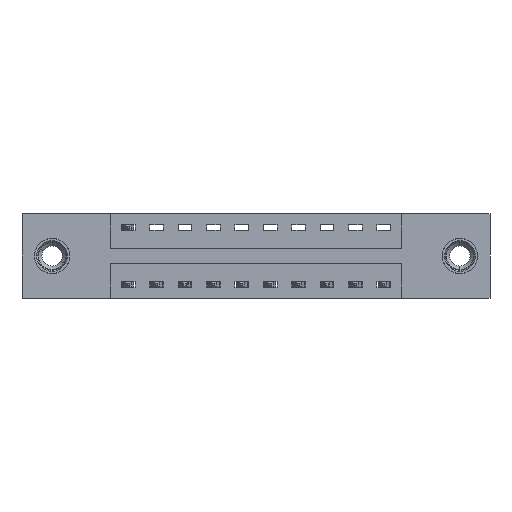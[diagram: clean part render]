
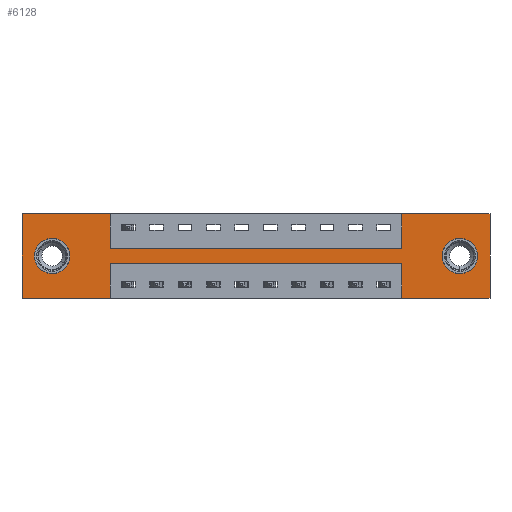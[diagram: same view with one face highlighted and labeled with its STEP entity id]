
A CAD part, front view. The second image highlights one B-rep face of the part: STEP entity #6128.
In plain terms, the highlighted planar face has unit normal (0, -1, 0).
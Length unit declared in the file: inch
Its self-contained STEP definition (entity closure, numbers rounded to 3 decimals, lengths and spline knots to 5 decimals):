
#116 = ORIENTED_EDGE ( 'NONE', *, *, #10076, .F. ) ;
#145 = CARTESIAN_POINT ( 'NONE',  ( 0.3875, 0., -0.22 ) ) ;
#209 = CIRCLE ( 'NONE', #8497, 0.078 ) ;
#273 = VERTEX_POINT ( 'NONE', #2244 ) ;
#341 = VERTEX_POINT ( 'NONE', #6923 ) ;
#501 = VECTOR ( 'NONE', #1075, 39.37008 ) ;
#509 = ORIENTED_EDGE ( 'NONE', *, *, #2808, .F. ) ;
#511 = CIRCLE ( 'NONE', #9705, 0.078 ) ;
#513 = EDGE_CURVE ( 'NONE', #273, #8365, #511, .T. ) ;
#542 = VERTEX_POINT ( 'NONE', #9014 ) ;
#658 = EDGE_CURVE ( 'NONE', #5588, #9615, #3650, .T. ) ;
#671 = ORIENTED_EDGE ( 'NONE', *, *, #10652, .F. ) ;
#737 = AXIS2_PLACEMENT_3D ( 'NONE', #6947, #1501, #7861 ) ;
#738 = CARTESIAN_POINT ( 'NONE',  ( 0., 0., -0.37 ) ) ;
#788 = ORIENTED_EDGE ( 'NONE', *, *, #11541, .T. ) ;
#1008 = EDGE_CURVE ( 'NONE', #542, #1629, #9296, .T. ) ;
#1075 = DIRECTION ( 'NONE',  ( -1., 0., 0. ) ) ;
#1321 = CIRCLE ( 'NONE', #4133, 0.078 ) ;
#1329 = DIRECTION ( 'NONE',  ( 0., 1., 0. ) ) ;
#1501 = DIRECTION ( 'NONE',  ( 0., 1., 0. ) ) ;
#1629 = VERTEX_POINT ( 'NONE', #4172 ) ;
#1643 = DIRECTION ( 'NONE',  ( 0., 0., 1. ) ) ;
#1649 = DIRECTION ( 'NONE',  ( -1., 0., 0. ) ) ;
#1804 = ORIENTED_EDGE ( 'NONE', *, *, #658, .F. ) ;
#1811 = DIRECTION ( 'NONE',  ( 1., 0., 0. ) ) ;
#1817 = ORIENTED_EDGE ( 'NONE', *, *, #10456, .F. ) ;
#1825 = LINE ( 'NONE', #8702, #6370 ) ;
#1927 = DIRECTION ( 'NONE',  ( -1., 0., 0. ) ) ;
#2123 = DIRECTION ( 'NONE',  ( 0., 1., 0. ) ) ;
#2244 = CARTESIAN_POINT ( 'NONE',  ( 0.1325, 0., -0.263 ) ) ;
#2728 = AXIS2_PLACEMENT_3D ( 'NONE', #11543, #10661, #5270 ) ;
#2739 = EDGE_CURVE ( 'NONE', #6812, #8117, #10700, .T. ) ;
#2808 = EDGE_CURVE ( 'NONE', #9615, #11215, #10141, .T. ) ;
#3013 = FACE_OUTER_BOUND ( 'NONE', #10937, .T. ) ;
#3040 = CARTESIAN_POINT ( 'NONE',  ( 0.3875, 0., -0.37 ) ) ;
#3079 = EDGE_LOOP ( 'NONE', ( #788, #3095 ) ) ;
#3095 = ORIENTED_EDGE ( 'NONE', *, *, #513, .T. ) ;
#3180 = DIRECTION ( 'NONE',  ( 0., 0., -1. ) ) ;
#3289 = FACE_BOUND ( 'NONE', #3079, .T. ) ;
#3478 = EDGE_CURVE ( 'NONE', #1629, #542, #1321, .T. ) ;
#3506 = CARTESIAN_POINT ( 'NONE',  ( 0., 0., 0. ) ) ;
#3534 = VECTOR ( 'NONE', #6239, 39.37008 ) ;
#3650 = LINE ( 'NONE', #6440, #5764 ) ;
#3678 = ORIENTED_EDGE ( 'NONE', *, *, #5796, .F. ) ;
#3689 = ORIENTED_EDGE ( 'NONE', *, *, #7589, .F. ) ;
#3702 = ORIENTED_EDGE ( 'NONE', *, *, #2739, .F. ) ;
#3951 = DIRECTION ( 'NONE',  ( 0., 0., -1. ) ) ;
#3984 = LINE ( 'NONE', #7990, #10900 ) ;
#4133 = AXIS2_PLACEMENT_3D ( 'NONE', #6777, #1329, #7709 ) ;
#4172 = CARTESIAN_POINT ( 'NONE',  ( 1.9275, 0., -0.263 ) ) ;
#4320 = EDGE_CURVE ( 'NONE', #11333, #7859, #8535, .T. ) ;
#4394 = CARTESIAN_POINT ( 'NONE',  ( 0.1325, 0., -0.107 ) ) ;
#4471 = DIRECTION ( 'NONE',  ( 0., 1., 0. ) ) ;
#4519 = CARTESIAN_POINT ( 'NONE',  ( 1.6725, 0., -0.15 ) ) ;
#4571 = LINE ( 'NONE', #4805, #6680 ) ;
#4622 = CARTESIAN_POINT ( 'NONE',  ( 0., 0., -0.37 ) ) ;
#4688 = LINE ( 'NONE', #3040, #7091 ) ;
#4805 = CARTESIAN_POINT ( 'NONE',  ( 0., 0., 0. ) ) ;
#5240 = CARTESIAN_POINT ( 'NONE',  ( 1.6725, 0., -0.37 ) ) ;
#5270 = DIRECTION ( 'NONE',  ( 0., 0., -1. ) ) ;
#5588 = VERTEX_POINT ( 'NONE', #5240 ) ;
#5647 = CARTESIAN_POINT ( 'NONE',  ( 0.3875, 0., -0.37 ) ) ;
#5764 = VECTOR ( 'NONE', #10982, 39.37008 ) ;
#5796 = EDGE_CURVE ( 'NONE', #7859, #6256, #4571, .T. ) ;
#5912 = CARTESIAN_POINT ( 'NONE',  ( 2.06, 0., -0.37 ) ) ;
#5940 = LINE ( 'NONE', #3506, #3534 ) ;
#6128 = ADVANCED_FACE ( 'NONE', ( #10215, #3289, #3013 ), #9779, .T. ) ;
#6235 = CARTESIAN_POINT ( 'NONE',  ( 0.3875, 0., 0. ) ) ;
#6239 = DIRECTION ( 'NONE',  ( 0., 0., 1. ) ) ;
#6256 = VERTEX_POINT ( 'NONE', #10829 ) ;
#6370 = VECTOR ( 'NONE', #11396, 39.37008 ) ;
#6440 = CARTESIAN_POINT ( 'NONE',  ( 1.6725, 0., -0.37 ) ) ;
#6680 = VECTOR ( 'NONE', #9308, 39.37008 ) ;
#6758 = CARTESIAN_POINT ( 'NONE',  ( 0., 0., -0.37 ) ) ;
#6777 = CARTESIAN_POINT ( 'NONE',  ( 1.9275, 0., -0.185 ) ) ;
#6812 = VERTEX_POINT ( 'NONE', #5647 ) ;
#6870 = EDGE_CURVE ( 'NONE', #11215, #6812, #4688, .T. ) ;
#6923 = CARTESIAN_POINT ( 'NONE',  ( 0., 0., 0. ) ) ;
#6947 = CARTESIAN_POINT ( 'NONE',  ( 1.9275, 0., -0.185 ) ) ;
#6971 = VERTEX_POINT ( 'NONE', #5912 ) ;
#7091 = VECTOR ( 'NONE', #3951, 39.37008 ) ;
#7221 = ORIENTED_EDGE ( 'NONE', *, *, #3478, .T. ) ;
#7340 = CARTESIAN_POINT ( 'NONE',  ( 1.6725, 0., 0. ) ) ;
#7567 = CARTESIAN_POINT ( 'NONE',  ( 0.1325, 0., -0.185 ) ) ;
#7589 = EDGE_CURVE ( 'NONE', #7630, #11333, #1825, .T. ) ;
#7630 = VERTEX_POINT ( 'NONE', #8744 ) ;
#7709 = DIRECTION ( 'NONE',  ( 0., 0., -1. ) ) ;
#7808 = CARTESIAN_POINT ( 'NONE',  ( 0.3875, 0., -0.22 ) ) ;
#7859 = VERTEX_POINT ( 'NONE', #7340 ) ;
#7861 = DIRECTION ( 'NONE',  ( 0., 0., -1. ) ) ;
#7990 = CARTESIAN_POINT ( 'NONE',  ( 0.3875, 0., 0. ) ) ;
#8071 = ORIENTED_EDGE ( 'NONE', *, *, #4320, .F. ) ;
#8117 = VERTEX_POINT ( 'NONE', #6758 ) ;
#8301 = VECTOR ( 'NONE', #1927, 39.37008 ) ;
#8365 = VERTEX_POINT ( 'NONE', #4394 ) ;
#8411 = ORIENTED_EDGE ( 'NONE', *, *, #1008, .T. ) ;
#8441 = ORIENTED_EDGE ( 'NONE', *, *, #6870, .F. ) ;
#8448 = DIRECTION ( 'NONE',  ( 0., 0., 1. ) ) ;
#8497 = AXIS2_PLACEMENT_3D ( 'NONE', #7567, #2123, #8448 ) ;
#8535 = LINE ( 'NONE', #9777, #10944 ) ;
#8604 = LINE ( 'NONE', #9514, #10730 ) ;
#8702 = CARTESIAN_POINT ( 'NONE',  ( 0.3875, 0., -0.15 ) ) ;
#8744 = CARTESIAN_POINT ( 'NONE',  ( 0.3875, 0., -0.15 ) ) ;
#8747 = LINE ( 'NONE', #738, #10869 ) ;
#8893 = DIRECTION ( 'NONE',  ( 0., 0., -1. ) ) ;
#8961 = VERTEX_POINT ( 'NONE', #6235 ) ;
#9014 = CARTESIAN_POINT ( 'NONE',  ( 1.9275, 0., -0.107 ) ) ;
#9017 = CARTESIAN_POINT ( 'NONE',  ( 0., 0., 0. ) ) ;
#9171 = VECTOR ( 'NONE', #1811, 39.37008 ) ;
#9296 = CIRCLE ( 'NONE', #737, 0.078 ) ;
#9308 = DIRECTION ( 'NONE',  ( 1., 0., 0. ) ) ;
#9391 = EDGE_CURVE ( 'NONE', #8961, #7630, #3984, .T. ) ;
#9427 = EDGE_LOOP ( 'NONE', ( #8411, #7221 ) ) ;
#9514 = CARTESIAN_POINT ( 'NONE',  ( 2.06, 0., 0. ) ) ;
#9615 = VERTEX_POINT ( 'NONE', #11025 ) ;
#9705 = AXIS2_PLACEMENT_3D ( 'NONE', #9884, #4471, #10783 ) ;
#9777 = CARTESIAN_POINT ( 'NONE',  ( 1.6725, 0., 0. ) ) ;
#9779 = PLANE ( 'NONE',  #2728 ) ;
#9884 = CARTESIAN_POINT ( 'NONE',  ( 0.1325, 0., -0.185 ) ) ;
#10076 = EDGE_CURVE ( 'NONE', #8117, #341, #5940, .T. ) ;
#10141 = LINE ( 'NONE', #145, #501 ) ;
#10202 = ORIENTED_EDGE ( 'NONE', *, *, #11322, .F. ) ;
#10215 = FACE_BOUND ( 'NONE', #9427, .T. ) ;
#10456 = EDGE_CURVE ( 'NONE', #6256, #6971, #8604, .T. ) ;
#10652 = EDGE_CURVE ( 'NONE', #6971, #5588, #8747, .T. ) ;
#10661 = DIRECTION ( 'NONE',  ( 0., -1., 0. ) ) ;
#10700 = LINE ( 'NONE', #4622, #8301 ) ;
#10730 = VECTOR ( 'NONE', #3180, 39.37008 ) ;
#10783 = DIRECTION ( 'NONE',  ( 0., 0., 1. ) ) ;
#10829 = CARTESIAN_POINT ( 'NONE',  ( 2.06, 0., 0. ) ) ;
#10869 = VECTOR ( 'NONE', #1649, 39.37008 ) ;
#10900 = VECTOR ( 'NONE', #8893, 39.37008 ) ;
#10937 = EDGE_LOOP ( 'NONE', ( #8441, #509, #1804, #671, #1817, #3678, #8071, #3689, #11739, #10202, #116, #3702 ) ) ;
#10944 = VECTOR ( 'NONE', #1643, 39.37008 ) ;
#10982 = DIRECTION ( 'NONE',  ( 0., 0., 1. ) ) ;
#11025 = CARTESIAN_POINT ( 'NONE',  ( 1.6725, 0., -0.22 ) ) ;
#11215 = VERTEX_POINT ( 'NONE', #7808 ) ;
#11322 = EDGE_CURVE ( 'NONE', #341, #8961, #11556, .T. ) ;
#11333 = VERTEX_POINT ( 'NONE', #4519 ) ;
#11396 = DIRECTION ( 'NONE',  ( 1., 0., 0. ) ) ;
#11541 = EDGE_CURVE ( 'NONE', #8365, #273, #209, .T. ) ;
#11543 = CARTESIAN_POINT ( 'NONE',  ( 0., 0., -0.37 ) ) ;
#11556 = LINE ( 'NONE', #9017, #9171 ) ;
#11739 = ORIENTED_EDGE ( 'NONE', *, *, #9391, .F. ) ;
